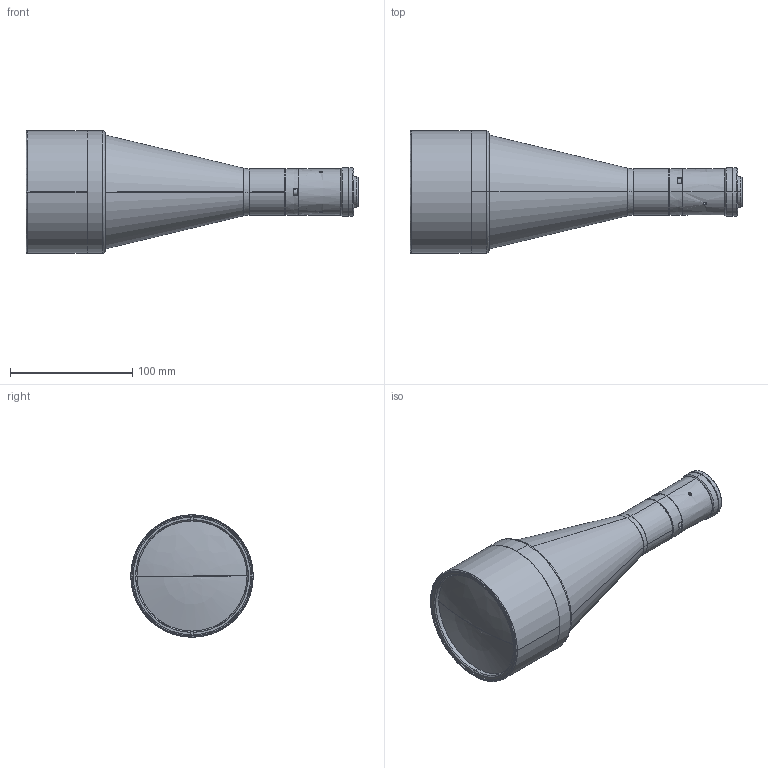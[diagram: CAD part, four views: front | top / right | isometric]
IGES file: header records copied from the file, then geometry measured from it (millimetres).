
Start section: SolidWorks IGES file using analytic representation for surfaces
Global section: file name: DP26380_TC3MHR064-C.igs; native system: SolidWorks 2020; preprocessor: SolidWorks 2020; author: andreava; date: 200904.093123; units: millimetre
Bounding box: 271.31 x 100 x 100 mm (x, y, z)
Surface area: 108919.2 mm2 (no closed solid volume)
Topology: 0 solids, 0 shells, 120 faces, 2710 edges, 2705 vertices
Faces by surface type: revolution 71, bspline 49
